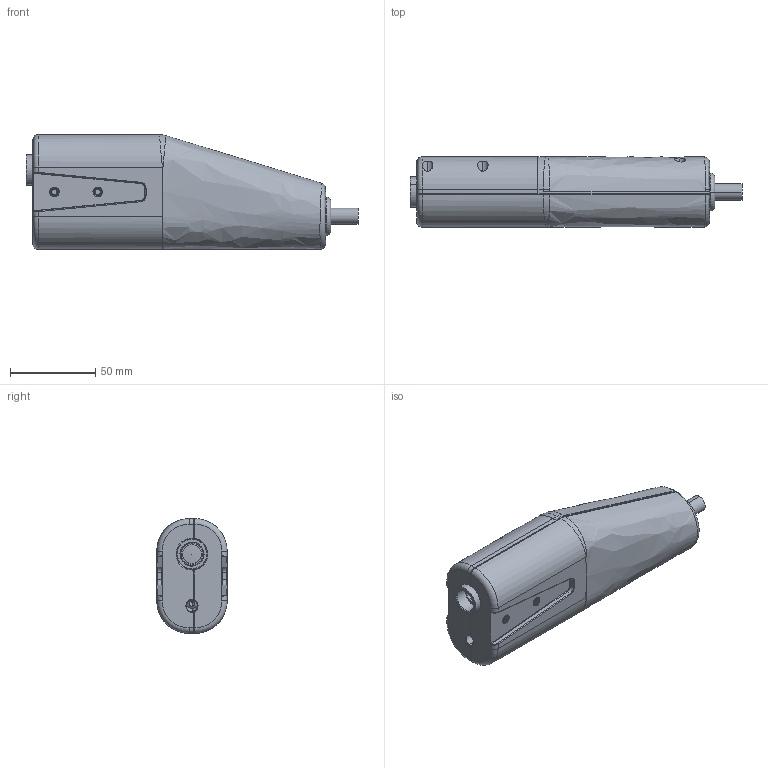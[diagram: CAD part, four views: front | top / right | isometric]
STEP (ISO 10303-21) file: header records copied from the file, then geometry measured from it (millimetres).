
FILE_DESCRIPTION (( 'STEP AP203' ), '1' );
FILE_NAME ('A-00001 - STD SCANNER.STEP', '2017-11-05T01:22:01', ( 'Michael' ), ( '' ), 'SwSTEP 2.0', 'SolidWorks 2013', '' );
FILE_SCHEMA (( 'CONFIG_CONTROL_DESIGN' ));
Length unit declared in the file: inch
Products named in the file (1): A-00001 - STD SCANNER
Bounding box: 194.8 x 41.27 x 67.31 mm (x, y, z)
Surface area: 39138.6 mm2 (no closed solid volume)
Topology: 0 solids, 13 shells, 199 faces, 665 edges, 470 vertices
Faces by surface type: cylinder 80, plane 48, bspline 41, torus 16, cone 11, sphere 3
Entity records: 11561 total; most frequent: CARTESIAN_POINT 6206, ORIENTED_EDGE 1081, DIRECTION 1008, EDGE_CURVE 655, VERTEX_POINT 467, AXIS2_PLACEMENT_3D 368, VECTOR 272, LINE 272
